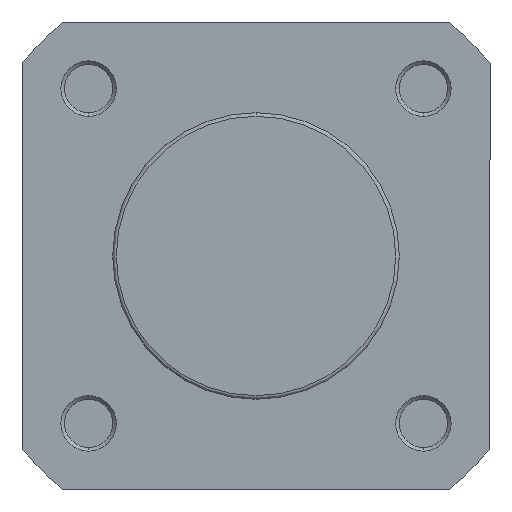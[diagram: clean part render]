
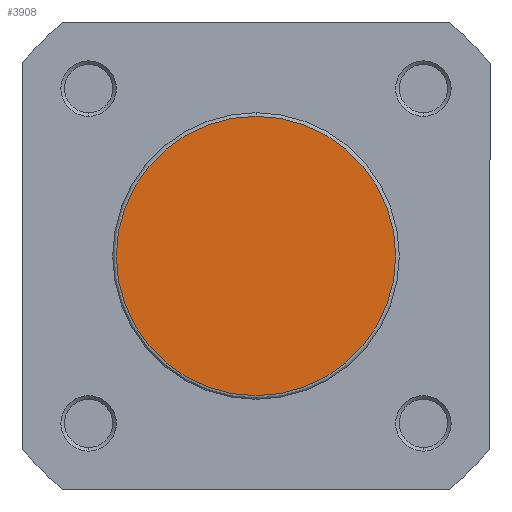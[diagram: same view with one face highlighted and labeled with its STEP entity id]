
A CAD part, left-side view. The second image highlights one B-rep face of the part: STEP entity #3908.
In plain terms, the highlighted planar face has unit normal (-1, 0, 0).
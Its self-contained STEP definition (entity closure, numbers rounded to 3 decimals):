
#370 = CIRCLE ( 'NONE', #5812, 19.4 ) ;
#1293 = CARTESIAN_POINT ( 'NONE',  ( 0., 0., 0. ) ) ;
#1304 = DIRECTION ( 'NONE',  ( -1., 0., 0. ) ) ;
#1305 = DIRECTION ( 'NONE',  ( 0., 0., -1. ) ) ;
#1761 = EDGE_CURVE ( 'NONE', #3624, #3520, #4600, .T. ) ;
#1785 = CARTESIAN_POINT ( 'NONE',  ( 0., 0., 0. ) ) ;
#1788 = DIRECTION ( 'NONE',  ( -1., 0., 0. ) ) ;
#1789 = DIRECTION ( 'NONE',  ( 0., 0., -1. ) ) ;
#2066 = CARTESIAN_POINT ( 'NONE',  ( 0., 0., -19.4 ) ) ;
#2164 = CARTESIAN_POINT ( 'NONE',  ( 0., 0., 19.4 ) ) ;
#2755 = CARTESIAN_POINT ( 'NONE',  ( 0., 19.9, 0. ) ) ;
#2756 = PLANE ( 'NONE',  #5598 ) ;
#2757 = DIRECTION ( 'NONE',  ( 1., 0., 0. ) ) ;
#2758 = DIRECTION ( 'NONE',  ( 0., 0., -1. ) ) ;
#3186 = EDGE_LOOP ( 'NONE', ( #6058, #6103 ) ) ;
#3520 = VERTEX_POINT ( 'NONE', #2066 ) ;
#3624 = VERTEX_POINT ( 'NONE', #2164 ) ;
#3908 = ADVANCED_FACE ( 'NONE', ( #4963 ), #2756, .F. ) ;
#4600 = CIRCLE ( 'NONE', #5442, 19.4 ) ;
#4963 = FACE_OUTER_BOUND ( 'NONE', #3186, .T. ) ;
#5303 = EDGE_CURVE ( 'NONE', #3520, #3624, #370, .T. ) ;
#5442 = AXIS2_PLACEMENT_3D ( 'NONE', #1785, #1788, #1789 ) ;
#5598 = AXIS2_PLACEMENT_3D ( 'NONE', #2755, #2757, #2758 ) ;
#5812 = AXIS2_PLACEMENT_3D ( 'NONE', #1293, #1304, #1305 ) ;
#6058 = ORIENTED_EDGE ( 'NONE', *, *, #5303, .T. ) ;
#6103 = ORIENTED_EDGE ( 'NONE', *, *, #1761, .T. ) ;
